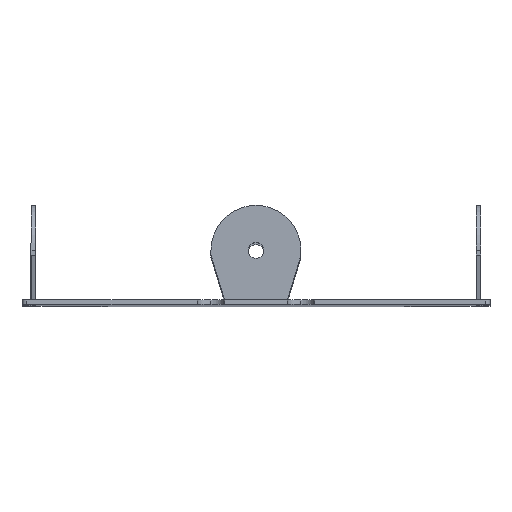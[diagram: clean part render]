
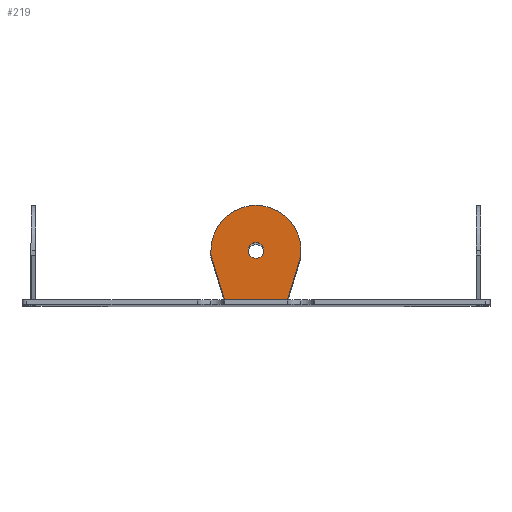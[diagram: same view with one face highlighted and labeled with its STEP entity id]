
A CAD part, top view. The second image highlights one B-rep face of the part: STEP entity #219.
In plain terms, the highlighted planar face has unit normal (0, 0, 1).
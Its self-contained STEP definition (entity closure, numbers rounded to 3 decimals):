
#100=FACE_BOUND('',#492,.F.);
#219=ADVANCED_FACE('',(#100,#344),#1254,.T.);
#344=FACE_OUTER_BOUND('',#493,.F.);
#492=EDGE_LOOP('',(#1157,#1158));
#493=EDGE_LOOP('',(#1159,#1160,#1161,#1162,#1163,#1164,#1165));
#1157=ORIENTED_EDGE('',*,*,#1704,.T.);
#1158=ORIENTED_EDGE('',*,*,#1703,.T.);
#1159=ORIENTED_EDGE('',*,*,#1383,.F.);
#1160=ORIENTED_EDGE('',*,*,#1716,.T.);
#1161=ORIENTED_EDGE('',*,*,#1722,.F.);
#1162=ORIENTED_EDGE('',*,*,#1707,.F.);
#1163=ORIENTED_EDGE('',*,*,#1710,.F.);
#1164=ORIENTED_EDGE('',*,*,#1721,.T.);
#1165=ORIENTED_EDGE('',*,*,#1713,.T.);
#1254=PLANE('',#2677);
#1373=CIRCLE('',#2551,1.75);
#1374=CIRCLE('',#2552,1.75);
#1377=CIRCLE('',#2555,10.);
#1379=CIRCLE('',#2557,10.);
#1383=EDGE_CURVE('',#2411,#2412,#1728,.T.);
#1703=EDGE_CURVE('',#2197,#2196,#1373,.T.);
#1704=EDGE_CURVE('',#2196,#2197,#1374,.T.);
#1707=EDGE_CURVE('',#2193,#2192,#1377,.T.);
#1710=EDGE_CURVE('',#2189,#2193,#1379,.T.);
#1713=EDGE_CURVE('',#2187,#2412,#1942,.T.);
#1716=EDGE_CURVE('',#2411,#2185,#1945,.T.);
#1721=EDGE_CURVE('',#2189,#2187,#1950,.T.);
#1722=EDGE_CURVE('',#2192,#2185,#1951,.T.);
#1728=LINE('',#3639,#1957);
#1942=LINE('',#3969,#2171);
#1945=LINE('',#3972,#2174);
#1950=LINE('',#3977,#2179);
#1951=LINE('',#3978,#2180);
#1957=VECTOR('',#2692,14.);
#2171=VECTOR('',#3138,10.44);
#2174=VECTOR('',#3141,10.44);
#2179=VECTOR('',#3146,1.);
#2180=VECTOR('',#3147,1.);
#2185=VERTEX_POINT('',#3408);
#2187=VERTEX_POINT('',#3410);
#2189=VERTEX_POINT('',#3412);
#2192=VERTEX_POINT('',#3415);
#2193=VERTEX_POINT('',#3416);
#2196=VERTEX_POINT('',#3419);
#2197=VERTEX_POINT('',#3420);
#2411=VERTEX_POINT('',#3634);
#2412=VERTEX_POINT('',#3635);
#2551=AXIS2_PLACEMENT_3D('',#3959,#3120,#3121);
#2552=AXIS2_PLACEMENT_3D('',#3960,#3122,#3123);
#2555=AXIS2_PLACEMENT_3D('',#3963,#3128,#3129);
#2557=AXIS2_PLACEMENT_3D('',#3966,#3133,#3134);
#2677=AXIS2_PLACEMENT_3D('',#4100,#3387,#3388);
#2692=DIRECTION('',(1.,0.,0.));
#3120=DIRECTION('',(0.,0.,1.));
#3121=DIRECTION('',(0.,1.,0.));
#3122=DIRECTION('',(0.,0.,1.));
#3123=DIRECTION('',(0.,-1.,0.));
#3128=DIRECTION('',(0.,0.,1.));
#3129=DIRECTION('',(0.,1.,0.));
#3133=DIRECTION('',(0.,0.,1.));
#3134=DIRECTION('',(1.,0.,0.));
#3138=DIRECTION('',(-0.287,-0.958,0.));
#3141=DIRECTION('',(-0.287,0.958,0.));
#3146=DIRECTION('',(0.,-1.,0.));
#3147=DIRECTION('',(0.,-1.,0.));
#3387=DIRECTION('',(0.,0.,1.));
#3388=DIRECTION('',(1.,0.,0.));
#3408=CARTESIAN_POINT('',(150.558,-306.447,203.006));
#3410=CARTESIAN_POINT('',(170.558,-306.447,203.006));
#3412=CARTESIAN_POINT('',(170.558,-305.447,203.006));
#3415=CARTESIAN_POINT('',(150.558,-305.447,203.006));
#3416=CARTESIAN_POINT('',(160.558,-295.447,203.006));
#3419=CARTESIAN_POINT('',(160.558,-307.197,203.006));
#3420=CARTESIAN_POINT('',(160.558,-303.697,203.006));
#3634=CARTESIAN_POINT('',(153.558,-316.447,203.006));
#3635=CARTESIAN_POINT('',(167.558,-316.447,203.006));
#3639=CARTESIAN_POINT('',(153.558,-316.447,203.006));
#3959=CARTESIAN_POINT('',(160.558,-305.447,203.006));
#3960=CARTESIAN_POINT('',(160.558,-305.447,203.006));
#3963=CARTESIAN_POINT('',(160.558,-305.447,203.006));
#3966=CARTESIAN_POINT('',(160.558,-305.447,203.006));
#3969=CARTESIAN_POINT('',(170.558,-306.447,203.006));
#3972=CARTESIAN_POINT('',(153.558,-316.447,203.006));
#3977=CARTESIAN_POINT('',(170.558,-305.447,203.006));
#3978=CARTESIAN_POINT('',(150.558,-305.447,203.006));
#4100=CARTESIAN_POINT('',(150.348,-316.657,203.006));
